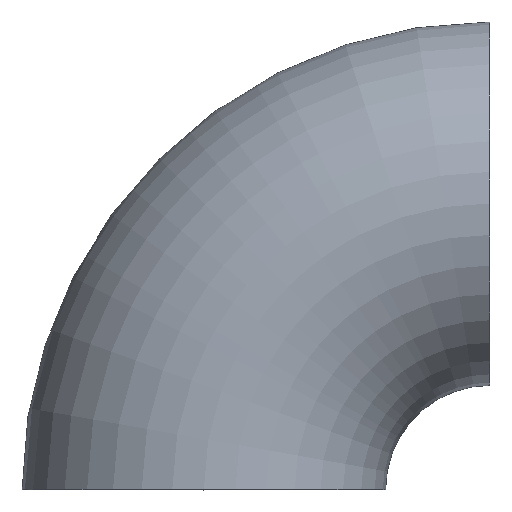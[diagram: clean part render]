
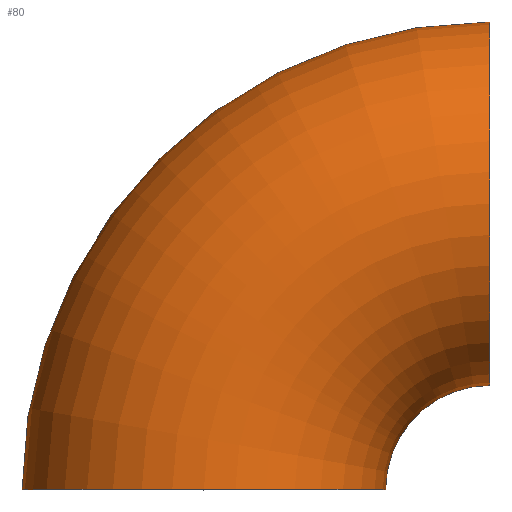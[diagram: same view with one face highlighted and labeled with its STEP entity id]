
A CAD part, top view. The second image highlights one B-rep face of the part: STEP entity #80.
In plain terms, the highlighted toroidal (fillet/blend) face has major radius 38 mm and minor radius 24.15 mm.
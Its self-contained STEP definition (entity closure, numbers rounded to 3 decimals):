
#5 = ORIENTED_EDGE ( 'NONE', *, *, #122, .F. ) ;
#9 = DIRECTION ( 'NONE',  ( 0., 0., 1. ) ) ;
#10 = CARTESIAN_POINT ( 'NONE',  ( 0., 38., 0. ) ) ;
#14 = CARTESIAN_POINT ( 'NONE',  ( 0., 62.15, 0. ) ) ;
#20 = EDGE_CURVE ( 'NONE', #224, #226, #231, .T. ) ;
#24 = DIRECTION ( 'NONE',  ( 0., 1., 0. ) ) ;
#29 = CIRCLE ( 'NONE', #119, 13.85 ) ;
#31 = CARTESIAN_POINT ( 'NONE',  ( -62.15, 0., 0. ) ) ;
#43 = CARTESIAN_POINT ( 'NONE',  ( -38., 0., 0. ) ) ;
#53 = DIRECTION ( 'NONE',  ( 1., 0., 0. ) ) ;
#56 = CARTESIAN_POINT ( 'NONE',  ( -13.85, 0., 0. ) ) ;
#65 = ORIENTED_EDGE ( 'NONE', *, *, #20, .T. ) ;
#80 = ADVANCED_FACE ( 'NONE', ( #174 ), #219, .T. ) ;
#95 = CIRCLE ( 'NONE', #175, 62.15 ) ;
#99 = DIRECTION ( 'NONE',  ( 1., 0., 0. ) ) ;
#101 = CIRCLE ( 'NONE', #151, 24.15 ) ;
#102 = VERTEX_POINT ( 'NONE', #14 ) ;
#107 = DIRECTION ( 'NONE',  ( 0., 0., -1. ) ) ;
#115 = DIRECTION ( 'NONE',  ( 0., 0., 1. ) ) ;
#119 = AXIS2_PLACEMENT_3D ( 'NONE', #244, #115, #234 ) ;
#122 = EDGE_CURVE ( 'NONE', #102, #161, #101, .T. ) ;
#135 = CARTESIAN_POINT ( 'NONE',  ( 0., 0., 0. ) ) ;
#150 = CARTESIAN_POINT ( 'NONE',  ( 0., 0., 0. ) ) ;
#151 = AXIS2_PLACEMENT_3D ( 'NONE', #10, #99, #188 ) ;
#156 = DIRECTION ( 'NONE',  ( 0., 0., 1. ) ) ;
#161 = VERTEX_POINT ( 'NONE', #248 ) ;
#162 = EDGE_CURVE ( 'NONE', #161, #226, #29, .T. ) ;
#174 = FACE_OUTER_BOUND ( 'NONE', #183, .T. ) ;
#175 = AXIS2_PLACEMENT_3D ( 'NONE', #135, #156, #230 ) ;
#181 = ORIENTED_EDGE ( 'NONE', *, *, #162, .F. ) ;
#183 = EDGE_LOOP ( 'NONE', ( #5, #239, #65, #181 ) ) ;
#188 = DIRECTION ( 'NONE',  ( 0., 0., -1. ) ) ;
#202 = AXIS2_PLACEMENT_3D ( 'NONE', #43, #24, #107 ) ;
#215 = EDGE_CURVE ( 'NONE', #102, #224, #95, .T. ) ;
#219 = TOROIDAL_SURFACE ( 'NONE', #253, 38., 24.15 ) ;
#224 = VERTEX_POINT ( 'NONE', #31 ) ;
#226 = VERTEX_POINT ( 'NONE', #56 ) ;
#230 = DIRECTION ( 'NONE',  ( 1., 0., 0. ) ) ;
#231 = CIRCLE ( 'NONE', #202, 24.15 ) ;
#234 = DIRECTION ( 'NONE',  ( 1., 0., 0. ) ) ;
#239 = ORIENTED_EDGE ( 'NONE', *, *, #215, .T. ) ;
#244 = CARTESIAN_POINT ( 'NONE',  ( 0., 0., 0. ) ) ;
#248 = CARTESIAN_POINT ( 'NONE',  ( 0., 13.85, 0. ) ) ;
#253 = AXIS2_PLACEMENT_3D ( 'NONE', #150, #9, #53 ) ;
